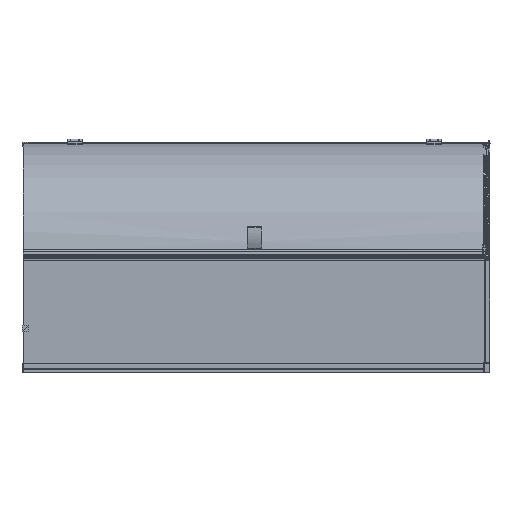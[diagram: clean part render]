
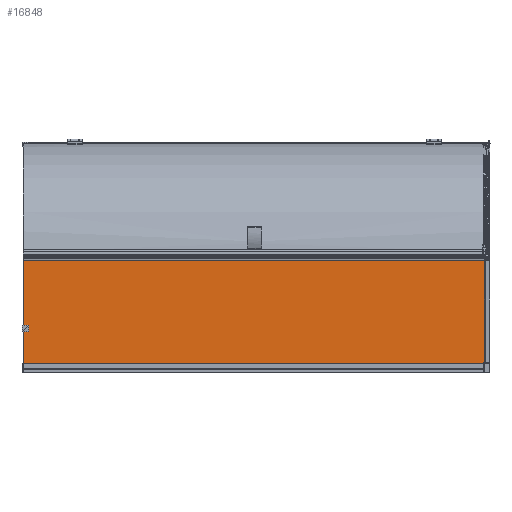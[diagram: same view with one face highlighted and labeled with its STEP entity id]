
A CAD part, left-side view. The second image highlights one B-rep face of the part: STEP entity #16848.
In plain terms, the highlighted face is planar.
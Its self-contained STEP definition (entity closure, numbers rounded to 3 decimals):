
#16721=DIRECTION('',(0.,-1.,0.));
#16722=VECTOR('',#16721,1932.);
#16723=CARTESIAN_POINT('',(-236.5,966.,8.));
#16724=LINE('',#16723,#16722);
#16728=DIRECTION('',(-1.,0.,0.));
#16729=VECTOR('',#16728,473.);
#16730=CARTESIAN_POINT('',(236.5,966.,8.));
#16731=LINE('',#16730,#16729);
#16735=DIRECTION('',(0.,1.,0.));
#16736=VECTOR('',#16735,1932.);
#16737=CARTESIAN_POINT('',(236.5,-966.,8.));
#16738=LINE('',#16737,#16736);
#16742=DIRECTION('',(1.,0.,0.));
#16743=VECTOR('',#16742,473.);
#16744=CARTESIAN_POINT('',(-236.5,-966.,8.));
#16745=LINE('',#16744,#16743);
#16757=CARTESIAN_POINT('',(-236.5,966.,8.));
#16758=CARTESIAN_POINT('',(-236.5,-966.,8.));
#16759=VERTEX_POINT('',#16757);
#16760=VERTEX_POINT('',#16758);
#16761=CARTESIAN_POINT('',(236.5,-966.,8.));
#16762=VERTEX_POINT('',#16761);
#16763=CARTESIAN_POINT('',(236.5,966.,8.));
#16764=VERTEX_POINT('',#16763);
#16837=CARTESIAN_POINT('',(0.,0.,8.));
#16838=DIRECTION('',(0.,0.,1.));
#16839=DIRECTION('',(1.,0.,0.));
#16840=AXIS2_PLACEMENT_3D('',#16837,#16838,#16839);
#16841=PLANE('',#16840);
#16842=ORIENTED_EDGE('',*,*,#16789,.F.);
#16843=ORIENTED_EDGE('',*,*,#16804,.F.);
#16844=ORIENTED_EDGE('',*,*,#16818,.F.);
#16845=ORIENTED_EDGE('',*,*,#16831,.F.);
#16846=EDGE_LOOP('',(#16842,#16843,#16844,#16845));
#16847=FACE_OUTER_BOUND('',#16846,.F.);
#16789=EDGE_CURVE('',#16759,#16760,#16724,.T.);
#16804=EDGE_CURVE('',#16764,#16759,#16731,.T.);
#16818=EDGE_CURVE('',#16762,#16764,#16738,.T.);
#16831=EDGE_CURVE('',#16760,#16762,#16745,.T.);
#16848=ADVANCED_FACE('',(#16847),#16841,.T.);
